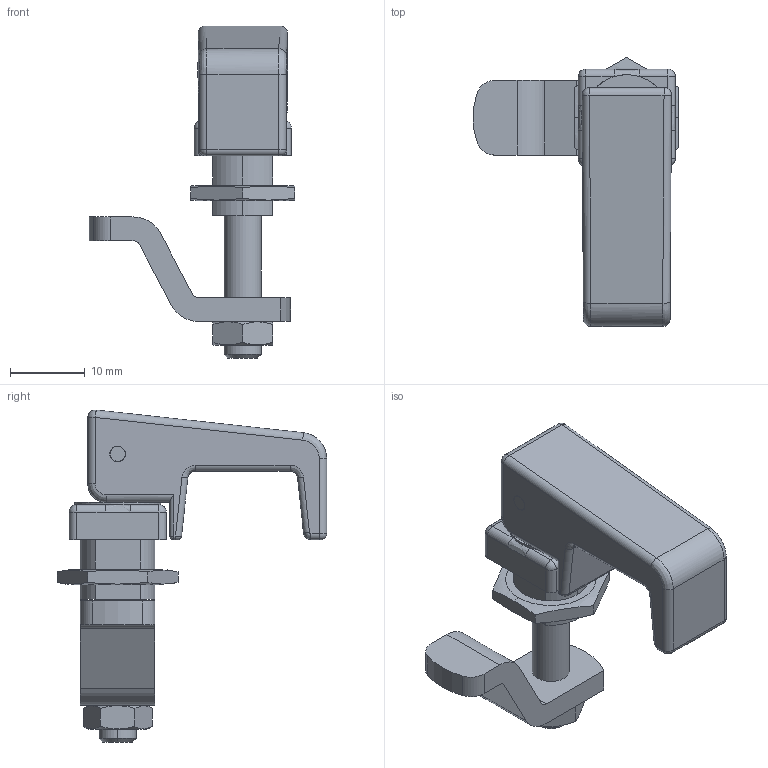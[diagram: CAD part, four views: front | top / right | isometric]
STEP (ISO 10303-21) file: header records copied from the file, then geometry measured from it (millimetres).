
FILE_DESCRIPTION (( 'STEP AP203' ), '1' );
FILE_NAME ('A-203.STEP', '2020-03-03T07:02:53', ( '' ), ( '' ), 'SwSTEP 2.0', 'SolidWorks 2018', '' );
FILE_SCHEMA (( 'CONFIG_CONTROL_DESIGN' ));
Length unit declared in the file: millimetre
Products named in the file (8): A-203_受座_; A-203; A-203_止め金_; A-203_ピン_; A-203_M5ナット_; A-203_ハンドル_; A-203_シャフト_; A-203_六角ナット_
Assembly tree (7 placements, depth 2):
  A-203
    A-203_受座_
    A-203_ハンドル_
    A-203_シャフト_
    A-203_六角ナット_
    A-203_止め金_
    A-203_M5ナット_
    A-203_ピン_
Bounding box: 27.6 x 36.08 x 44.48 mm (x, y, z)
Volume: 5509.2 mm3; surface area: 5464.8 mm2
Topology: 7 solids, 7 shells, 184 faces, 452 edges, 274 vertices
Faces by surface type: cylinder 81, plane 65, bspline 16, cone 8, sphere 8, torus 6
Entity records: 6762 total; most frequent: CARTESIAN_POINT 1764, ORIENTED_EDGE 884, DIRECTION 870, EDGE_CURVE 442, AXIS2_PLACEMENT_3D 332, VERTEX_POINT 272, LINE 206, VECTOR 206
